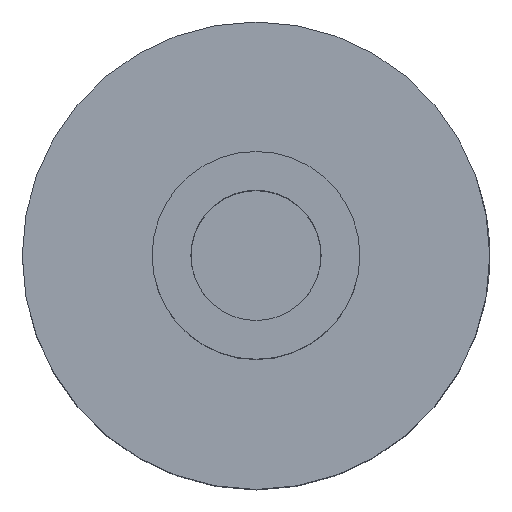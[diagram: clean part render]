
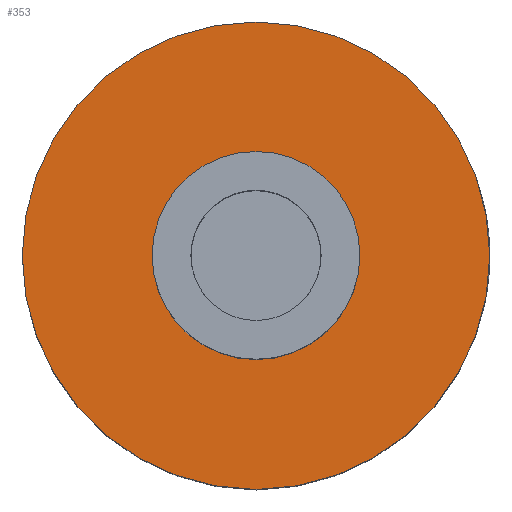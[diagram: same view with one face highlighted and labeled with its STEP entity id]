
A CAD part, top view. The second image highlights one B-rep face of the part: STEP entity #353.
In plain terms, the highlighted planar face has unit normal (0, 0, 1).
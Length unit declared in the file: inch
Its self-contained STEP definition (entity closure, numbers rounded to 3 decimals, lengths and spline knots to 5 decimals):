
#161 = DIRECTION ( 'NONE',  ( 1., 0., 0. ) ) ;
#224 = DIRECTION ( 'NONE',  ( 1., 0., 0. ) ) ;
#225 = CARTESIAN_POINT ( 'NONE',  ( 0., 0., 1.5 ) ) ;
#235 = CARTESIAN_POINT ( 'NONE',  ( 0., 0., 1.5 ) ) ;
#246 = DIRECTION ( 'NONE',  ( 0., 0., 1. ) ) ;
#287 = DIRECTION ( 'NONE',  ( 0., 0., 1. ) ) ;
#353 = ADVANCED_FACE ( 'NONE', ( #973, #969 ), #976, .F. ) ;
#432 = EDGE_CURVE ( 'NONE', #877, #879, #2761, .T. ) ;
#446 = EDGE_CURVE ( 'NONE', #887, #888, #2738, .T. ) ;
#475 = EDGE_CURVE ( 'NONE', #888, #887, #2807, .T. ) ;
#480 = EDGE_CURVE ( 'NONE', #879, #877, #2825, .T. ) ;
#723 = EDGE_LOOP ( 'NONE', ( #2363, #2361 ) ) ;
#852 = EDGE_LOOP ( 'NONE', ( #2364, #2362 ) ) ;
#877 = VERTEX_POINT ( 'NONE', #4233 ) ;
#879 = VERTEX_POINT ( 'NONE', #4246 ) ;
#887 = VERTEX_POINT ( 'NONE', #4253 ) ;
#888 = VERTEX_POINT ( 'NONE', #4254 ) ;
#959 = DIRECTION ( 'NONE',  ( 0., 0., -1. ) ) ;
#969 = FACE_OUTER_BOUND ( 'NONE', #723, .T. ) ;
#973 = FACE_BOUND ( 'NONE', #852, .T. ) ;
#974 = CARTESIAN_POINT ( 'NONE',  ( -1.1385, -1.1385, 1.5 ) ) ;
#976 = PLANE ( 'NONE',  #2675 ) ;
#977 = DIRECTION ( 'NONE',  ( 0., 1., 0. ) ) ;
#2361 = ORIENTED_EDGE ( 'NONE', *, *, #480, .T. ) ;
#2362 = ORIENTED_EDGE ( 'NONE', *, *, #475, .F. ) ;
#2363 = ORIENTED_EDGE ( 'NONE', *, *, #432, .T. ) ;
#2364 = ORIENTED_EDGE ( 'NONE', *, *, #446, .F. ) ;
#2675 = AXIS2_PLACEMENT_3D ( 'NONE', #974, #959, #977 ) ;
#2682 = AXIS2_PLACEMENT_3D ( 'NONE', #235, #287, #224 ) ;
#2711 = AXIS2_PLACEMENT_3D ( 'NONE', #225, #246, #161 ) ;
#2738 = CIRCLE ( 'NONE', #2682, 0.5 ) ;
#2748 = AXIS2_PLACEMENT_3D ( 'NONE', #4161, #4162, #4163 ) ;
#2757 = AXIS2_PLACEMENT_3D ( 'NONE', #4144, #4145, #4146 ) ;
#2761 = CIRCLE ( 'NONE', #2711, 1.125 ) ;
#2807 = CIRCLE ( 'NONE', #2757, 0.5 ) ;
#2825 = CIRCLE ( 'NONE', #2748, 1.125 ) ;
#4144 = CARTESIAN_POINT ( 'NONE',  ( 0., 0., 1.5 ) ) ;
#4145 = DIRECTION ( 'NONE',  ( 0., 0., 1. ) ) ;
#4146 = DIRECTION ( 'NONE',  ( 1., 0., 0. ) ) ;
#4161 = CARTESIAN_POINT ( 'NONE',  ( 0., 0., 1.5 ) ) ;
#4162 = DIRECTION ( 'NONE',  ( 0., 0., 1. ) ) ;
#4163 = DIRECTION ( 'NONE',  ( 1., 0., 0. ) ) ;
#4233 = CARTESIAN_POINT ( 'NONE',  ( 1.125, 0., 1.5 ) ) ;
#4246 = CARTESIAN_POINT ( 'NONE',  ( -1.125, 0., 1.5 ) ) ;
#4253 = CARTESIAN_POINT ( 'NONE',  ( 0.5, 0., 1.5 ) ) ;
#4254 = CARTESIAN_POINT ( 'NONE',  ( -0.5, 0., 1.5 ) ) ;
